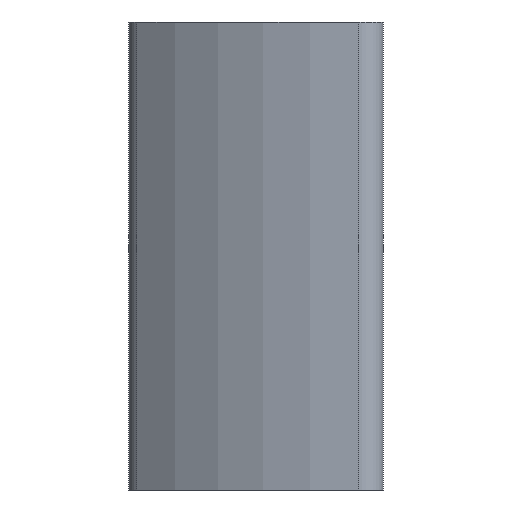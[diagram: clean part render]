
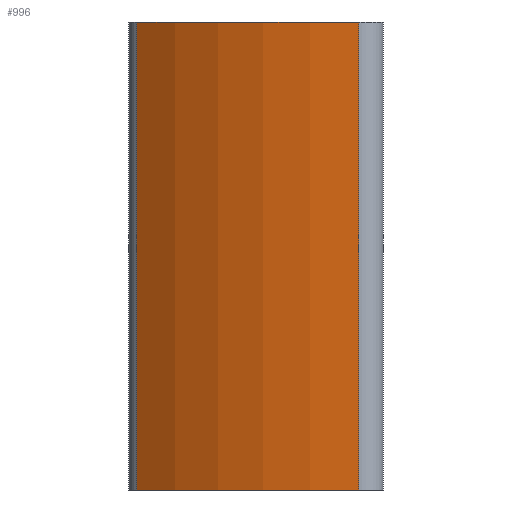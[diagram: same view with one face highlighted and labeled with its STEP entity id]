
A CAD part, front view. The second image highlights one B-rep face of the part: STEP entity #996.
In plain terms, the highlighted cylindrical face has radius 80 mm (diameter 160 mm), a partial arc.
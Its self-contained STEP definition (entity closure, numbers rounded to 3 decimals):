
#58=FACE_OUTER_BOUND('',#111,.T.);
#111=EDGE_LOOP('',(#715,#716,#717,#718));
#185=LINE('',#1614,#263);
#186=LINE('',#1620,#264);
#263=VECTOR('',#1284,100.);
#264=VECTOR('',#1291,100.);
#333=CIRCLE('',#1078,80.);
#334=CIRCLE('',#1079,80.);
#421=VERTEX_POINT('',#1611);
#422=VERTEX_POINT('',#1613);
#423=VERTEX_POINT('',#1617);
#424=VERTEX_POINT('',#1619);
#542=EDGE_CURVE('',#421,#422,#185,.T.);
#544=EDGE_CURVE('',#421,#423,#333,.T.);
#545=EDGE_CURVE('',#423,#424,#186,.T.);
#546=EDGE_CURVE('',#422,#424,#334,.T.);
#715=ORIENTED_EDGE('',*,*,#544,.T.);
#716=ORIENTED_EDGE('',*,*,#545,.T.);
#717=ORIENTED_EDGE('',*,*,#546,.F.);
#718=ORIENTED_EDGE('',*,*,#542,.F.);
#952=CYLINDRICAL_SURFACE('',#1077,80.);
#996=ADVANCED_FACE('',(#58),#952,.T.);
#1077=AXIS2_PLACEMENT_3D('',#1616,#1287,#1288);
#1078=AXIS2_PLACEMENT_3D('',#1618,#1289,#1290);
#1079=AXIS2_PLACEMENT_3D('',#1621,#1292,#1293);
#1284=DIRECTION('',(0.,0.,1.));
#1287=DIRECTION('center_axis',(0.,0.,1.));
#1288=DIRECTION('ref_axis',(-0.659,-0.752,0.));
#1289=DIRECTION('center_axis',(0.,0.,1.));
#1290=DIRECTION('ref_axis',(-0.659,-0.752,0.));
#1291=DIRECTION('',(0.,0.,1.));
#1292=DIRECTION('center_axis',(0.,0.,1.));
#1293=DIRECTION('ref_axis',(-0.659,-0.752,0.));
#1611=CARTESIAN_POINT('',(-29.759,-4.739,0.));
#1613=CARTESIAN_POINT('',(-29.759,-4.739,100.));
#1614=CARTESIAN_POINT('',(-29.759,-4.739,0.));
#1616=CARTESIAN_POINT('Origin',(22.961,55.433,0.));
#1617=CARTESIAN_POINT('',(17.692,-24.394,0.));
#1618=CARTESIAN_POINT('Origin',(22.961,55.433,0.));
#1619=CARTESIAN_POINT('',(17.692,-24.394,100.));
#1620=CARTESIAN_POINT('',(17.692,-24.394,0.));
#1621=CARTESIAN_POINT('Origin',(22.961,55.433,100.));
